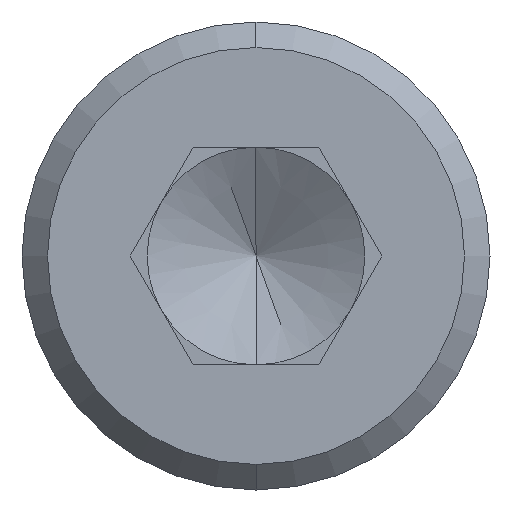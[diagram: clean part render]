
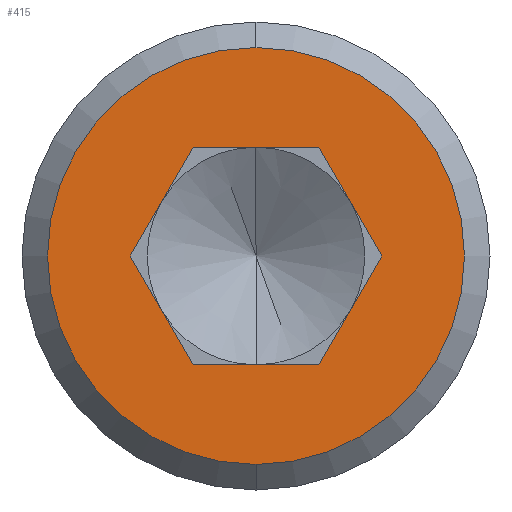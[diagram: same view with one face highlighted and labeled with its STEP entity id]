
A CAD part, left-side view. The second image highlights one B-rep face of the part: STEP entity #415.
In plain terms, the highlighted planar face has unit normal (-1, 0, 0).
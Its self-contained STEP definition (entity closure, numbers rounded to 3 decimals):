
#3 = EDGE_CURVE ( 'NONE', #120, #444, #681, .T. ) ;
#15 = CARTESIAN_POINT ( 'NONE',  ( 0., -0.739, 1.28 ) ) ;
#17 = LINE ( 'NONE', #694, #557 ) ;
#53 = EDGE_CURVE ( 'NONE', #444, #416, #617, .T. ) ;
#57 = PLANE ( 'NONE',  #387 ) ;
#58 = DIRECTION ( 'NONE',  ( 0., -0.5, -0.866 ) ) ;
#68 = DIRECTION ( 'NONE',  ( 0., 1., 0. ) ) ;
#72 = AXIS2_PLACEMENT_3D ( 'NONE', #174, #402, #144 ) ;
#79 = ORIENTED_EDGE ( 'NONE', *, *, #570, .F. ) ;
#97 = CARTESIAN_POINT ( 'NONE',  ( 0., 0.739, 1.28 ) ) ;
#108 = DIRECTION ( 'NONE',  ( -1., 0., 0. ) ) ;
#111 = CARTESIAN_POINT ( 'NONE',  ( 0., 0.739, -1.28 ) ) ;
#119 = VERTEX_POINT ( 'NONE', #457 ) ;
#120 = VERTEX_POINT ( 'NONE', #15 ) ;
#128 = ORIENTED_EDGE ( 'NONE', *, *, #3, .T. ) ;
#144 = DIRECTION ( 'NONE',  ( 0., 0., 1. ) ) ;
#145 = EDGE_CURVE ( 'NONE', #413, #274, #589, .T. ) ;
#169 = CARTESIAN_POINT ( 'NONE',  ( 0., 1.478, 0. ) ) ;
#174 = CARTESIAN_POINT ( 'NONE',  ( 0., 0., 0. ) ) ;
#182 = DIRECTION ( 'NONE',  ( 0., -0.5, -0.866 ) ) ;
#191 = CARTESIAN_POINT ( 'NONE',  ( 0., 1.478, 0. ) ) ;
#199 = ORIENTED_EDGE ( 'NONE', *, *, #428, .F. ) ;
#212 = DIRECTION ( 'NONE',  ( 0., -1., 0. ) ) ;
#215 = LINE ( 'NONE', #616, #599 ) ;
#240 = CIRCLE ( 'NONE', #618, 2.45 ) ;
#249 = DIRECTION ( 'NONE',  ( 0., -0.5, 0.866 ) ) ;
#258 = ORIENTED_EDGE ( 'NONE', *, *, #53, .T. ) ;
#274 = VERTEX_POINT ( 'NONE', #97 ) ;
#283 = CARTESIAN_POINT ( 'NONE',  ( 0., -0.739, -1.28 ) ) ;
#289 = ORIENTED_EDGE ( 'NONE', *, *, #647, .T. ) ;
#307 = EDGE_LOOP ( 'NONE', ( #641, #289 ) ) ;
#338 = CARTESIAN_POINT ( 'NONE',  ( 0., -1.478, 0. ) ) ;
#346 = EDGE_LOOP ( 'NONE', ( #494, #79, #128, #258, #199, #666 ) ) ;
#368 = DIRECTION ( 'NONE',  ( 0., 0., 1. ) ) ;
#387 = AXIS2_PLACEMENT_3D ( 'NONE', #678, #108, #668 ) ;
#391 = FACE_OUTER_BOUND ( 'NONE', #307, .T. ) ;
#397 = CARTESIAN_POINT ( 'NONE',  ( 0., -0.739, 1.28 ) ) ;
#402 = DIRECTION ( 'NONE',  ( -1., 0., 0. ) ) ;
#413 = VERTEX_POINT ( 'NONE', #169 ) ;
#415 = ADVANCED_FACE ( 'NONE', ( #564, #391 ), #57, .T. ) ;
#416 = VERTEX_POINT ( 'NONE', #283 ) ;
#428 = EDGE_CURVE ( 'NONE', #463, #416, #215, .T. ) ;
#443 = VECTOR ( 'NONE', #552, 1000. ) ;
#444 = VERTEX_POINT ( 'NONE', #619 ) ;
#457 = CARTESIAN_POINT ( 'NONE',  ( 0., 0., 2.45 ) ) ;
#463 = VERTEX_POINT ( 'NONE', #111 ) ;
#474 = CARTESIAN_POINT ( 'NONE',  ( 0., 0., -2.45 ) ) ;
#476 = VECTOR ( 'NONE', #68, 1000. ) ;
#483 = DIRECTION ( 'NONE',  ( -1., 0., 0. ) ) ;
#494 = ORIENTED_EDGE ( 'NONE', *, *, #145, .T. ) ;
#505 = VECTOR ( 'NONE', #58, 1000. ) ;
#534 = VECTOR ( 'NONE', #249, 1000. ) ;
#541 = CARTESIAN_POINT ( 'NONE',  ( 0., 0., 0. ) ) ;
#549 = VERTEX_POINT ( 'NONE', #474 ) ;
#552 = DIRECTION ( 'NONE',  ( 0., 0.5, -0.866 ) ) ;
#557 = VECTOR ( 'NONE', #182, 1000. ) ;
#564 = FACE_BOUND ( 'NONE', #346, .T. ) ;
#566 = LINE ( 'NONE', #577, #476 ) ;
#568 = EDGE_CURVE ( 'NONE', #549, #119, #710, .T. ) ;
#570 = EDGE_CURVE ( 'NONE', #120, #274, #566, .T. ) ;
#577 = CARTESIAN_POINT ( 'NONE',  ( 0., -0.739, 1.28 ) ) ;
#589 = LINE ( 'NONE', #191, #534 ) ;
#599 = VECTOR ( 'NONE', #212, 1000. ) ;
#616 = CARTESIAN_POINT ( 'NONE',  ( 0., 0.739, -1.28 ) ) ;
#617 = LINE ( 'NONE', #338, #443 ) ;
#618 = AXIS2_PLACEMENT_3D ( 'NONE', #541, #483, #368 ) ;
#619 = CARTESIAN_POINT ( 'NONE',  ( 0., -1.478, 0. ) ) ;
#634 = EDGE_CURVE ( 'NONE', #413, #463, #17, .T. ) ;
#641 = ORIENTED_EDGE ( 'NONE', *, *, #568, .T. ) ;
#647 = EDGE_CURVE ( 'NONE', #119, #549, #240, .T. ) ;
#666 = ORIENTED_EDGE ( 'NONE', *, *, #634, .F. ) ;
#668 = DIRECTION ( 'NONE',  ( 0., 0., 1. ) ) ;
#678 = CARTESIAN_POINT ( 'NONE',  ( 0., 0., 0. ) ) ;
#681 = LINE ( 'NONE', #397, #505 ) ;
#694 = CARTESIAN_POINT ( 'NONE',  ( 0., 1.478, 0. ) ) ;
#710 = CIRCLE ( 'NONE', #72, 2.45 ) ;
